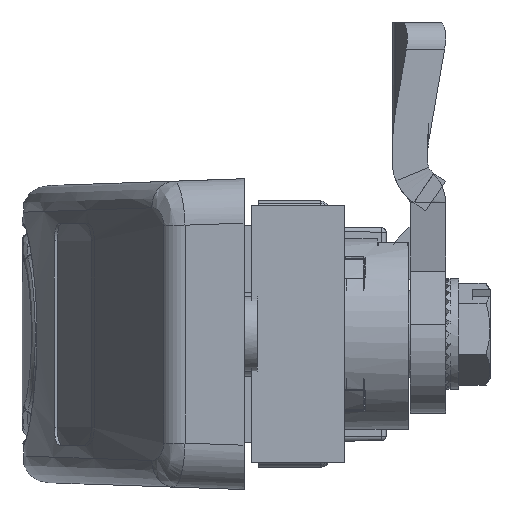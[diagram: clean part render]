
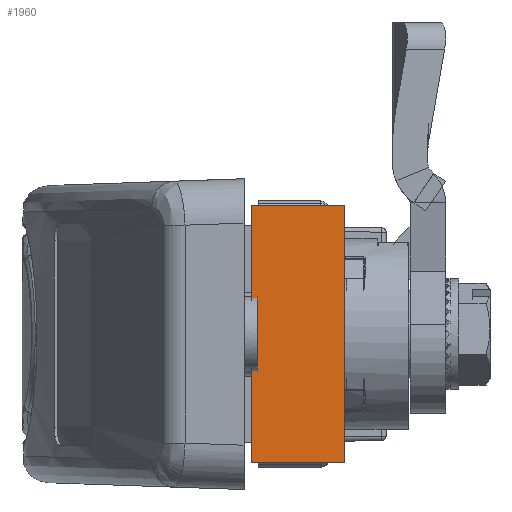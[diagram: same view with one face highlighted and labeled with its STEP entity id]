
A CAD part, left-side view. The second image highlights one B-rep face of the part: STEP entity #1960.
In plain terms, the highlighted planar face has unit normal (-1, 0, 0).
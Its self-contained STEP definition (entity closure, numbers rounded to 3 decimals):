
#1960=ADVANCED_FACE('',(#4370),#4371,.F.);
#4370=FACE_OUTER_BOUND('',#13696,.T.);
#4371=PLANE('',#13697);
#13696=EDGE_LOOP('',(#30928,#30929,#30930,#30931));
#13697=AXIS2_PLACEMENT_3D('',#30932,#30933,#30934);
#30928=ORIENTED_EDGE('',*,*,#41224,.F.);
#30929=ORIENTED_EDGE('',*,*,#41201,.F.);
#30930=ORIENTED_EDGE('',*,*,#41253,.F.);
#30931=ORIENTED_EDGE('',*,*,#41231,.F.);
#30932=CARTESIAN_POINT('',(-96.,-0.8,14.5));
#30933=DIRECTION('',(1.0,0.0,0.0));
#30934=DIRECTION('',(0.0,0.,1.0));
#41201=EDGE_CURVE('',#47108,#47103,#47110,.T.);
#41224=EDGE_CURVE('',#47103,#47141,#47144,.T.);
#41231=EDGE_CURVE('',#47141,#47155,#47156,.T.);
#41253=EDGE_CURVE('',#47155,#47108,#47190,.T.);
#47103=VERTEX_POINT('',#57865);
#47108=VERTEX_POINT('',#57872);
#47110=LINE('',#57875,#57876);
#47141=VERTEX_POINT('',#57923);
#47144=LINE('',#57928,#57929);
#47155=VERTEX_POINT('',#57945);
#47156=LINE('',#57946,#57947);
#47190=LINE('',#57991,#57992);
#57865=CARTESIAN_POINT('',(-96.,-0.8,-14.5));
#57872=CARTESIAN_POINT('',(-96.,-11.3,-14.5));
#57875=CARTESIAN_POINT('',(-96.,-11.3,-14.5));
#57876=VECTOR('',#75778,1.0);
#57923=CARTESIAN_POINT('',(-96.,-0.8,14.5));
#57928=CARTESIAN_POINT('',(-96.,-0.8,-14.5));
#57929=VECTOR('',#75809,1.0);
#57945=CARTESIAN_POINT('',(-96.,-11.3,14.5));
#57946=CARTESIAN_POINT('',(-96.,-0.8,14.5));
#57947=VECTOR('',#75818,1.0);
#57991=CARTESIAN_POINT('',(-96.,-11.3,14.5));
#57992=VECTOR('',#75862,1.0);
#75778=DIRECTION('',(0.0,1.0,0.));
#75809=DIRECTION('',(0.0,0.0,1.0));
#75818=DIRECTION('',(0.0,-1.0,0.));
#75862=DIRECTION('',(0.0,0.0,-1.0));
